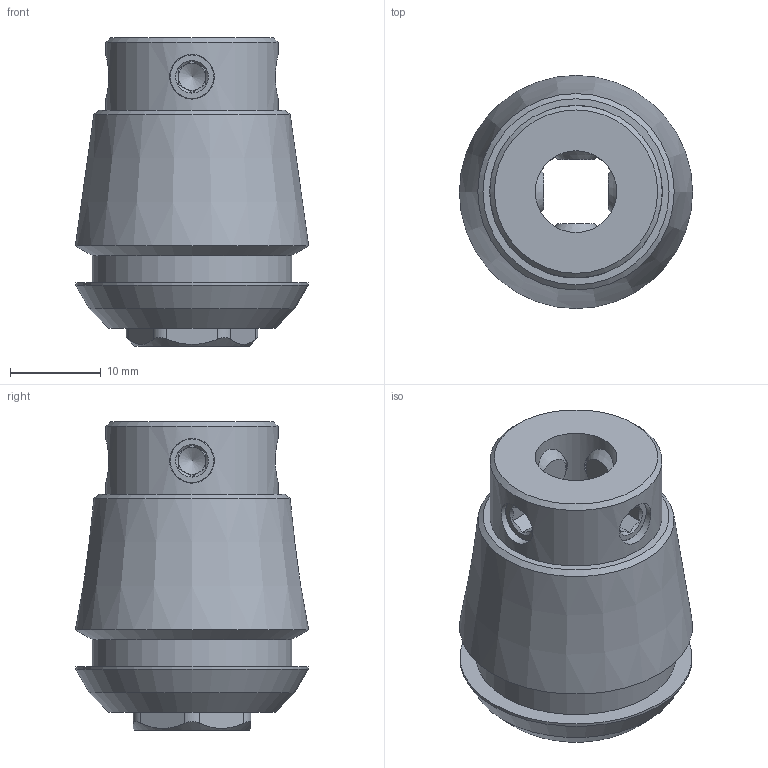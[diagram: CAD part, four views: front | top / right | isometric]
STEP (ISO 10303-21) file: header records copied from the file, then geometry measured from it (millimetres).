
FILE_DESCRIPTION(/* description */ (''),/* implementation_level */ '2;1');
FILE_NAME(/* name */ '152509000.stp',/* time_stamp */ '2021-06-09T11:49:22',/* author */ ('LRA'),/* organization */ ('REGO-FIX'),/* preprocessor_version */ ' Unknown',/* originating_system */ 'SIEMENS PLM Software Solid Edge ST10',/* authorization */ 'Unknown');
FILE_SCHEMA (('AUTOMOTIVE_DESIGN { 1 0 10303 214 2 1 1}'));
Length unit declared in the file: millimetre
Products named in the file (1): NOCUT
Bounding box: 25.7 x 25.7 x 34 mm (x, y, z)
Volume: 10350.7 mm3; surface area: 4749.3 mm2
Topology: 1 solids, 1 shells, 114 faces, 277 edges, 175 vertices
Faces by surface type: plane 68, cylinder 23, cone 23
Full cylindrical faces by diameter (mm): 4.917 x4, 9 x1, 14.6 x1, 19 x1, 22 x1, 25.6 x1
Entity records: 3912 total; most frequent: CARTESIAN_POINT 760, DIRECTION 468, ORIENTED_EDGE 434, EDGE_CURVE 217, AXIS2_PLACEMENT_3D 189, FACE_BOUND 164, EDGE_LOOP 160, VERTEX_POINT 153
